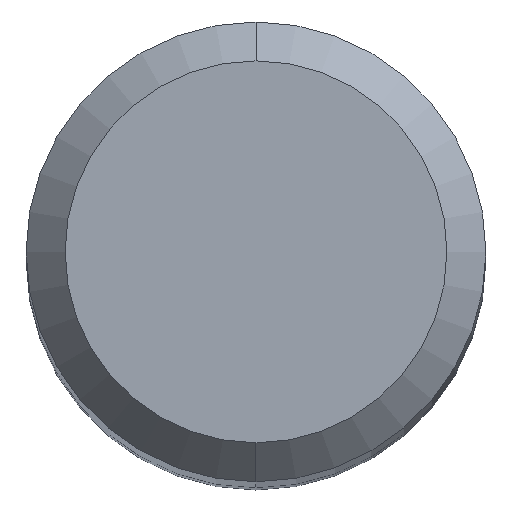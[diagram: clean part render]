
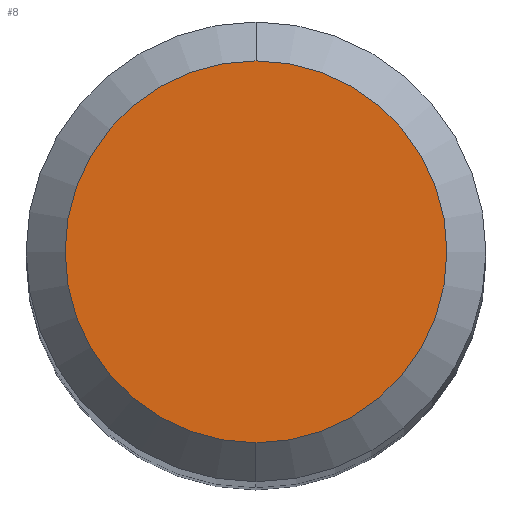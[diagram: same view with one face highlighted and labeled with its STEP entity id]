
A CAD part, top view. The second image highlights one B-rep face of the part: STEP entity #8.
In plain terms, the highlighted planar face has unit normal (0, 0, 1).
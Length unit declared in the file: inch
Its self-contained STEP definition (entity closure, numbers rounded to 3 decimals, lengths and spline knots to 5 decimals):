
#8 = ADVANCED_FACE ( 'NONE', ( #409 ), #376, .F. ) ;
#13 = CARTESIAN_POINT ( 'NONE',  ( 0., 0., 0. ) ) ;
#20 = CIRCLE ( 'NONE', #367, 0.0981 ) ;
#50 = DIRECTION ( 'NONE',  ( 0., 0., 1. ) ) ;
#103 = AXIS2_PLACEMENT_3D ( 'NONE', #311, #154, #156 ) ;
#117 = VERTEX_POINT ( 'NONE', #137 ) ;
#137 = CARTESIAN_POINT ( 'NONE',  ( 0., -0.0981, 0. ) ) ;
#140 = DIRECTION ( 'NONE',  ( 0., 0., 1. ) ) ;
#154 = DIRECTION ( 'NONE',  ( 0., 0., -1. ) ) ;
#156 = DIRECTION ( 'NONE',  ( 0., 1., 0. ) ) ;
#157 = EDGE_CURVE ( 'NONE', #117, #178, #389, .T. ) ;
#169 = EDGE_CURVE ( 'NONE', #178, #117, #20, .T. ) ;
#178 = VERTEX_POINT ( 'NONE', #337 ) ;
#191 = EDGE_LOOP ( 'NONE', ( #304, #284 ) ) ;
#201 = AXIS2_PLACEMENT_3D ( 'NONE', #13, #50, #205 ) ;
#205 = DIRECTION ( 'NONE',  ( 0., -1., 0. ) ) ;
#284 = ORIENTED_EDGE ( 'NONE', *, *, #157, .T. ) ;
#304 = ORIENTED_EDGE ( 'NONE', *, *, #169, .T. ) ;
#311 = CARTESIAN_POINT ( 'NONE',  ( 0., 0.0981, 0. ) ) ;
#337 = CARTESIAN_POINT ( 'NONE',  ( 0., 0.0981, 0. ) ) ;
#367 = AXIS2_PLACEMENT_3D ( 'NONE', #378, #140, #400 ) ;
#376 = PLANE ( 'NONE',  #103 ) ;
#378 = CARTESIAN_POINT ( 'NONE',  ( 0., 0., 0. ) ) ;
#389 = CIRCLE ( 'NONE', #201, 0.0981 ) ;
#400 = DIRECTION ( 'NONE',  ( 0., -1., 0. ) ) ;
#409 = FACE_OUTER_BOUND ( 'NONE', #191, .T. ) ;
